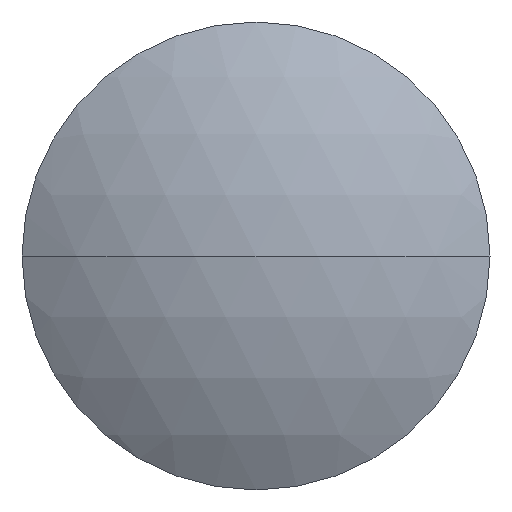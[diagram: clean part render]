
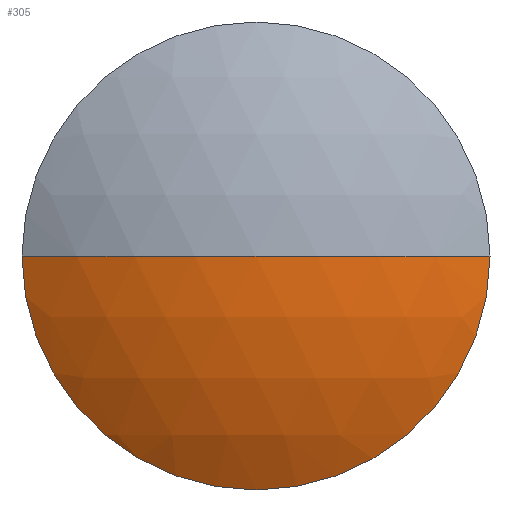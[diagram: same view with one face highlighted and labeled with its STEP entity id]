
A CAD part, left-side view. The second image highlights one B-rep face of the part: STEP entity #305.
In plain terms, the highlighted spherical face has radius 15.318 mm.
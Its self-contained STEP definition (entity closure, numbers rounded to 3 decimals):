
#3 = ORIENTED_EDGE ( 'NONE', *, *, #215, .T. ) ;
#9 = FACE_OUTER_BOUND ( 'NONE', #11, .T. ) ;
#11 = EDGE_LOOP ( 'NONE', ( #3, #207, #22 ) ) ;
#22 = ORIENTED_EDGE ( 'NONE', *, *, #282, .F. ) ;
#45 = DIRECTION ( 'NONE',  ( 0., -1., 0. ) ) ;
#47 = CARTESIAN_POINT ( 'NONE',  ( 53.462, 30.624, 0. ) ) ;
#50 = DIRECTION ( 'NONE',  ( 0., 0., -1. ) ) ;
#53 = DIRECTION ( 'NONE',  ( 0., 0., 1. ) ) ;
#76 = DIRECTION ( 'NONE',  ( 0., 1., 0. ) ) ;
#77 = CARTESIAN_POINT ( 'NONE',  ( 53.462, 38.624, 0. ) ) ;
#78 = DIRECTION ( 'NONE',  ( 1., 0., 0. ) ) ;
#100 = CARTESIAN_POINT ( 'NONE',  ( 51.207, 30.624, 0. ) ) ;
#115 = EDGE_CURVE ( 'NONE', #128, #151, #260, .T. ) ;
#128 = VERTEX_POINT ( 'NONE', #138 ) ;
#138 = CARTESIAN_POINT ( 'NONE',  ( 53.462, 22.624, 0. ) ) ;
#151 = VERTEX_POINT ( 'NONE', #100 ) ;
#169 = AXIS2_PLACEMENT_3D ( 'NONE', #227, #53, #78 ) ;
#194 = SPHERICAL_SURFACE ( 'NONE', #237, 15.318 ) ;
#204 = DIRECTION ( 'NONE',  ( 0., 0., -1. ) ) ;
#207 = ORIENTED_EDGE ( 'NONE', *, *, #115, .T. ) ;
#208 = AXIS2_PLACEMENT_3D ( 'NONE', #234, #50, #76 ) ;
#214 = VERTEX_POINT ( 'NONE', #77 ) ;
#215 = EDGE_CURVE ( 'NONE', #214, #128, #226, .T. ) ;
#222 = DIRECTION ( 'NONE',  ( -1., 0., 0. ) ) ;
#226 = CIRCLE ( 'NONE', #258, 8. ) ;
#227 = CARTESIAN_POINT ( 'NONE',  ( 66.525, 30.624, 0. ) ) ;
#229 = DIRECTION ( 'NONE',  ( 0., 1., 0. ) ) ;
#234 = CARTESIAN_POINT ( 'NONE',  ( 66.525, 30.624, 0. ) ) ;
#237 = AXIS2_PLACEMENT_3D ( 'NONE', #293, #204, #229 ) ;
#257 = CIRCLE ( 'NONE', #169, 15.318 ) ;
#258 = AXIS2_PLACEMENT_3D ( 'NONE', #47, #222, #45 ) ;
#260 = CIRCLE ( 'NONE', #208, 15.318 ) ;
#282 = EDGE_CURVE ( 'NONE', #214, #151, #257, .T. ) ;
#293 = CARTESIAN_POINT ( 'NONE',  ( 66.525, 30.624, 0. ) ) ;
#305 = ADVANCED_FACE ( 'NONE', ( #9 ), #194, .T. ) ;
